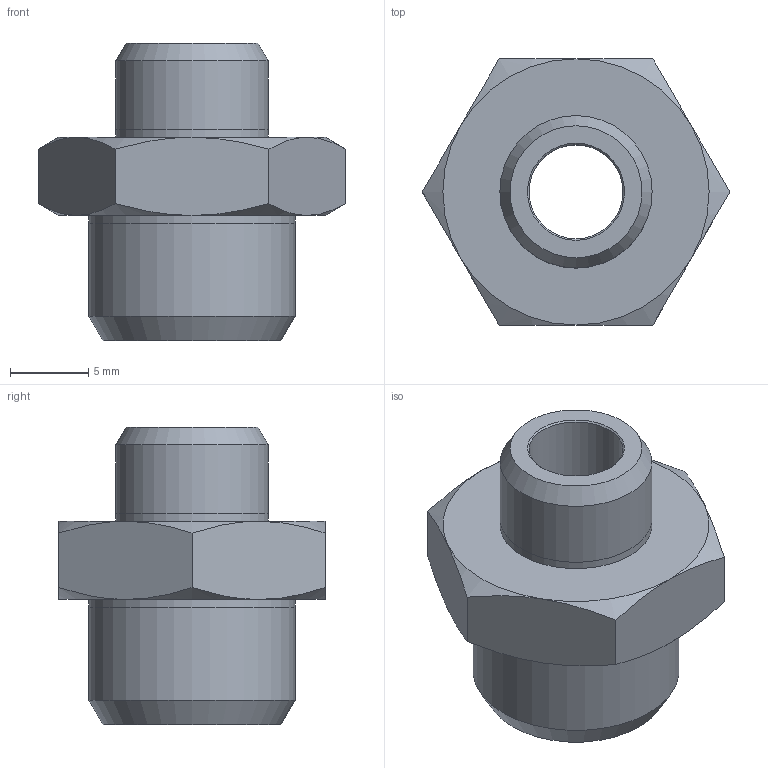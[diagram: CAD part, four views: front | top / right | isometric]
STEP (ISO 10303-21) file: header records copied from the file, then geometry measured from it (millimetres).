
FILE_DESCRIPTION(( 'RA.11.18.14.stp' ), '1');
FILE_NAME( 'RA.11.18.14.stp', '2018-09-27T17:28:09',( 'Sopra'),('sopra-pneumatic.com'), 'SwSTEP 2.0','SolidWorks 2009','' );
FILE_SCHEMA (('AUTOMOTIVE_DESIGN {1 0 10303 214 3 1 1}'));
Length unit declared in the file: millimetre
Products named in the file (1): NR2611814NI
Bounding box: 19.63 x 17 x 19 mm (x, y, z)
Volume: 1903.5 mm3; surface area: 1608 mm2
Topology: 1 solids, 1 shells, 33 faces, 71 edges, 42 vertices
Faces by surface type: cone 17, plane 10, cylinder 6
Full cylindrical faces by diameter (mm): 6 x1, 8.5 x1, 9.728 x2, 13.157 x2
Entity records: 1075 total; most frequent: CARTESIAN_POINT 200, DIRECTION 126, ORIENTED_EDGE 112, AXIS2_PLACEMENT_3D 60, EDGE_CURVE 56, EDGE_LOOP 48, FACE_BOUND 48, VERTEX_POINT 38
